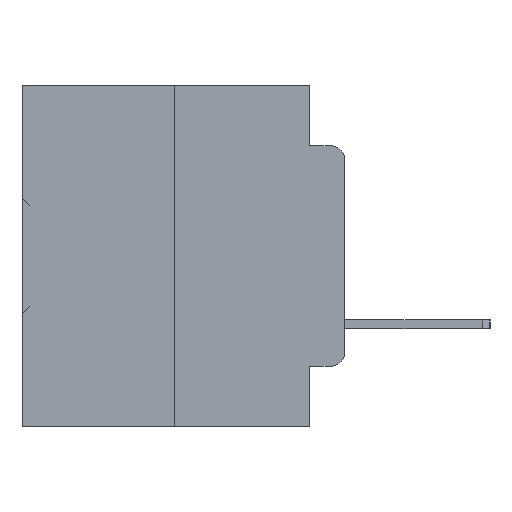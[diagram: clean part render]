
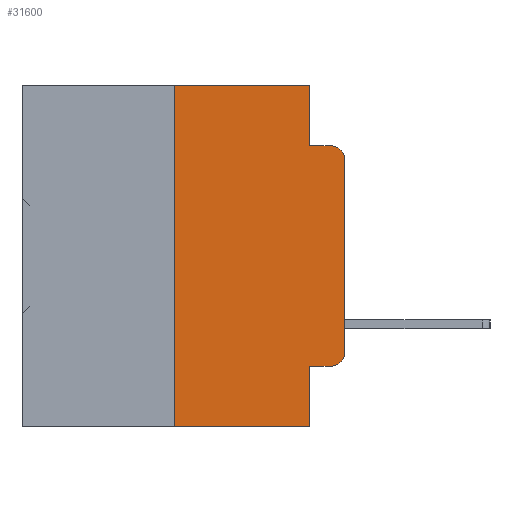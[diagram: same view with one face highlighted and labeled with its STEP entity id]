
A CAD part, left-side view. The second image highlights one B-rep face of the part: STEP entity #31600.
In plain terms, the highlighted planar face has unit normal (-1, 0, 0).
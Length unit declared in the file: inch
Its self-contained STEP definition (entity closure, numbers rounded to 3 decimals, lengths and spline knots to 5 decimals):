
#581 = CIRCLE ( 'NONE', #12602, 0.02 ) ;
#656 = CARTESIAN_POINT ( 'NONE',  ( 0., 0.051, -0.4115 ) ) ;
#756 = DIRECTION ( 'NONE',  ( 0., 0., -1. ) ) ;
#880 = CARTESIAN_POINT ( 'NONE',  ( 0., 0.02, -0.1085 ) ) ;
#924 = EDGE_CURVE ( 'NONE', #34155, #5695, #20974, .T. ) ;
#1037 = LINE ( 'NONE', #6813, #22510 ) ;
#1413 = CARTESIAN_POINT ( 'NONE',  ( 0., 0.473, 0. ) ) ;
#2596 = CARTESIAN_POINT ( 'NONE',  ( 0., 0.051, -0.0885 ) ) ;
#2862 = LINE ( 'NONE', #29099, #17469 ) ;
#3071 = LINE ( 'NONE', #16190, #31290 ) ;
#3339 = AXIS2_PLACEMENT_3D ( 'NONE', #1413, #24744, #7314 ) ;
#3638 = ORIENTED_EDGE ( 'NONE', *, *, #28283, .F. ) ;
#3843 = DIRECTION ( 'NONE',  ( 0., 0., -1. ) ) ;
#3885 = VECTOR ( 'NONE', #15247, 39.37008 ) ;
#5576 = EDGE_CURVE ( 'NONE', #32291, #34155, #7447, .T. ) ;
#5695 = VERTEX_POINT ( 'NONE', #2596 ) ;
#6813 = CARTESIAN_POINT ( 'NONE',  ( 0., 0.051, -0.0885 ) ) ;
#7314 = DIRECTION ( 'NONE',  ( 0., 0., -1. ) ) ;
#7447 = LINE ( 'NONE', #13736, #15196 ) ;
#8689 = ORIENTED_EDGE ( 'NONE', *, *, #13204, .T. ) ;
#8991 = DIRECTION ( 'NONE',  ( 0., 0., -1. ) ) ;
#9082 = CARTESIAN_POINT ( 'NONE',  ( 0., 0.051, 0. ) ) ;
#9121 = CARTESIAN_POINT ( 'NONE',  ( 0., 0.051, 0. ) ) ;
#10487 = EDGE_CURVE ( 'NONE', #12375, #25901, #19419, .T. ) ;
#10993 = DIRECTION ( 'NONE',  ( 0., 0., -1. ) ) ;
#11004 = ORIENTED_EDGE ( 'NONE', *, *, #20732, .F. ) ;
#12375 = VERTEX_POINT ( 'NONE', #21222 ) ;
#12602 = AXIS2_PLACEMENT_3D ( 'NONE', #35535, #18245, #756 ) ;
#13204 = EDGE_CURVE ( 'NONE', #36113, #16769, #16031, .T. ) ;
#13226 = VECTOR ( 'NONE', #8991, 39.37008 ) ;
#13399 = VERTEX_POINT ( 'NONE', #35428 ) ;
#13736 = CARTESIAN_POINT ( 'NONE',  ( 0., 0.473, 0. ) ) ;
#14074 = ORIENTED_EDGE ( 'NONE', *, *, #10487, .T. ) ;
#14190 = VERTEX_POINT ( 'NONE', #16454 ) ;
#15196 = VECTOR ( 'NONE', #19461, 39.37008 ) ;
#15247 = DIRECTION ( 'NONE',  ( 0., -1., 0. ) ) ;
#16031 = LINE ( 'NONE', #28805, #30545 ) ;
#16190 = CARTESIAN_POINT ( 'NONE',  ( 0., 0.473, -0.5 ) ) ;
#16454 = CARTESIAN_POINT ( 'NONE',  ( 0., 0.25, -0.5 ) ) ;
#16769 = VERTEX_POINT ( 'NONE', #30040 ) ;
#17417 = EDGE_CURVE ( 'NONE', #14190, #13399, #3071, .T. ) ;
#17469 = VECTOR ( 'NONE', #31996, 39.37008 ) ;
#17535 = EDGE_CURVE ( 'NONE', #12375, #13399, #34395, .T. ) ;
#18230 = ORIENTED_EDGE ( 'NONE', *, *, #23663, .T. ) ;
#18245 = DIRECTION ( 'NONE',  ( -1., 0., 0. ) ) ;
#19119 = DIRECTION ( 'NONE',  ( 0., -1., 0. ) ) ;
#19156 = FACE_OUTER_BOUND ( 'NONE', #34635, .T. ) ;
#19419 = LINE ( 'NONE', #656, #3885 ) ;
#19461 = DIRECTION ( 'NONE',  ( 0., -1., 0. ) ) ;
#20543 = ORIENTED_EDGE ( 'NONE', *, *, #17535, .F. ) ;
#20732 = EDGE_CURVE ( 'NONE', #14190, #32291, #2862, .T. ) ;
#20974 = LINE ( 'NONE', #9121, #13226 ) ;
#21222 = CARTESIAN_POINT ( 'NONE',  ( 0., 0.051, -0.4115 ) ) ;
#21322 = DIRECTION ( 'NONE',  ( -1., 0., 0. ) ) ;
#22050 = CARTESIAN_POINT ( 'NONE',  ( 0., 0.25, 0. ) ) ;
#22510 = VECTOR ( 'NONE', #27286, 39.37008 ) ;
#23663 = EDGE_CURVE ( 'NONE', #16769, #34358, #30493, .T. ) ;
#24441 = CARTESIAN_POINT ( 'NONE',  ( 0., 0.02, -0.0885 ) ) ;
#24744 = DIRECTION ( 'NONE',  ( 1., 0., 0. ) ) ;
#25095 = AXIS2_PLACEMENT_3D ( 'NONE', #880, #21322, #3843 ) ;
#25901 = VERTEX_POINT ( 'NONE', #25973 ) ;
#25973 = CARTESIAN_POINT ( 'NONE',  ( 0., 0.02, -0.4115 ) ) ;
#26407 = ORIENTED_EDGE ( 'NONE', *, *, #17417, .T. ) ;
#26728 = VECTOR ( 'NONE', #10993, 39.37008 ) ;
#27286 = DIRECTION ( 'NONE',  ( 0., -1., 0. ) ) ;
#27780 = ORIENTED_EDGE ( 'NONE', *, *, #924, .F. ) ;
#28283 = EDGE_CURVE ( 'NONE', #5695, #34358, #1037, .T. ) ;
#28708 = EDGE_CURVE ( 'NONE', #25901, #36113, #581, .T. ) ;
#28805 = CARTESIAN_POINT ( 'NONE',  ( 0., 0., 0. ) ) ;
#29099 = CARTESIAN_POINT ( 'NONE',  ( 0., 0.25, 0. ) ) ;
#30040 = CARTESIAN_POINT ( 'NONE',  ( 0., 0., -0.1085 ) ) ;
#30400 = CARTESIAN_POINT ( 'NONE',  ( 0., 0., -0.3915 ) ) ;
#30414 = PLANE ( 'NONE',  #3339 ) ;
#30493 = CIRCLE ( 'NONE', #25095, 0.02 ) ;
#30545 = VECTOR ( 'NONE', #31697, 39.37008 ) ;
#31290 = VECTOR ( 'NONE', #19119, 39.37008 ) ;
#31335 = ORIENTED_EDGE ( 'NONE', *, *, #28708, .T. ) ;
#31398 = ORIENTED_EDGE ( 'NONE', *, *, #5576, .F. ) ;
#31600 = ADVANCED_FACE ( 'NONE', ( #19156 ), #30414, .F. ) ;
#31697 = DIRECTION ( 'NONE',  ( 0., 0., 1. ) ) ;
#31996 = DIRECTION ( 'NONE',  ( 0., 0., 1. ) ) ;
#32291 = VERTEX_POINT ( 'NONE', #22050 ) ;
#34155 = VERTEX_POINT ( 'NONE', #9082 ) ;
#34358 = VERTEX_POINT ( 'NONE', #24441 ) ;
#34395 = LINE ( 'NONE', #36878, #26728 ) ;
#34635 = EDGE_LOOP ( 'NONE', ( #8689, #18230, #3638, #27780, #31398, #11004, #26407, #20543, #14074, #31335 ) ) ;
#35428 = CARTESIAN_POINT ( 'NONE',  ( 0., 0.051, -0.5 ) ) ;
#35535 = CARTESIAN_POINT ( 'NONE',  ( 0., 0.02, -0.3915 ) ) ;
#36113 = VERTEX_POINT ( 'NONE', #30400 ) ;
#36878 = CARTESIAN_POINT ( 'NONE',  ( 0., 0.051, 0. ) ) ;
